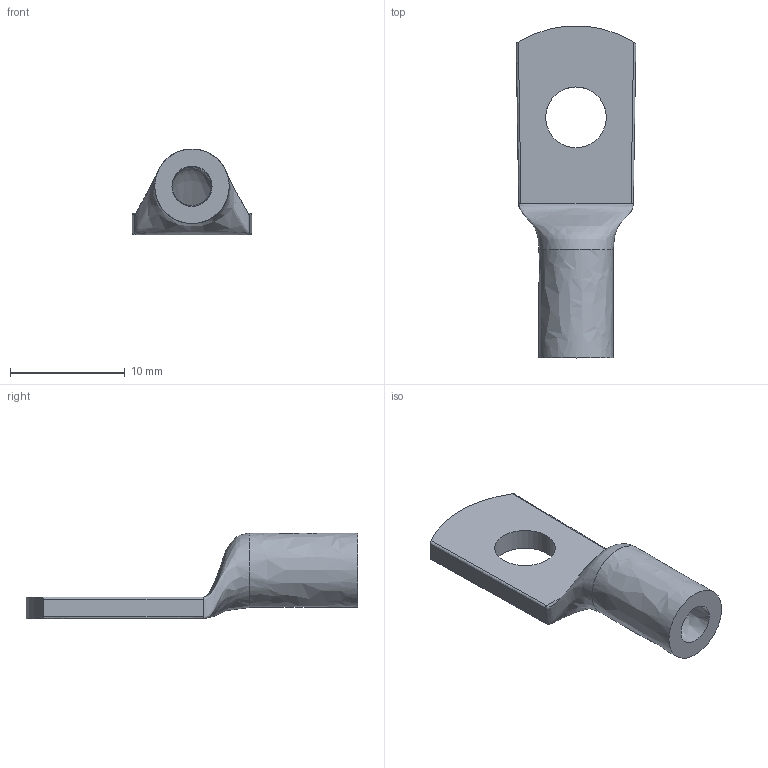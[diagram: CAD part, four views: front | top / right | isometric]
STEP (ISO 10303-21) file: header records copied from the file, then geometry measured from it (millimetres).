
FILE_DESCRIPTION(/* description */ ('Unknown'),/* implementation_level */ '2;1');
FILE_NAME(/* name */ '5580506',/* time_stamp */ '2020-03-11T10:49:08+01:00',/* author */ ('Unknown'),/* organization */ ('Unknown'),/* preprocessor_version */ 'ST-DEVELOPER v16.7',/* originating_system */ 'DEX',/* authorisation */ $);
FILE_SCHEMA (('AUTOMOTIVE_DESIGN {1 0 10303 214 3 1 1}'));
Length unit declared in the file: millimetre
Products named in the file (1): 5580506
Bounding box: 10.45 x 28.97 x 7.5 mm (x, y, z)
Volume: 559.1 mm3; surface area: 865.4 mm2
Topology: 1 solids, 1 shells, 16 faces, 57 edges, 44 vertices
Faces by surface type: bspline 8, plane 6, cylinder 2
Full cylindrical faces by diameter (mm): 5.3 x1
Entity records: 1178 total; most frequent: CARTESIAN_POINT 673, ORIENTED_EDGE 104, DIRECTION 94, EDGE_CURVE 52, VERTEX_POINT 42, AXIS2_PLACEMENT_3D 39, CIRCLE 30, EDGE_LOOP 22
